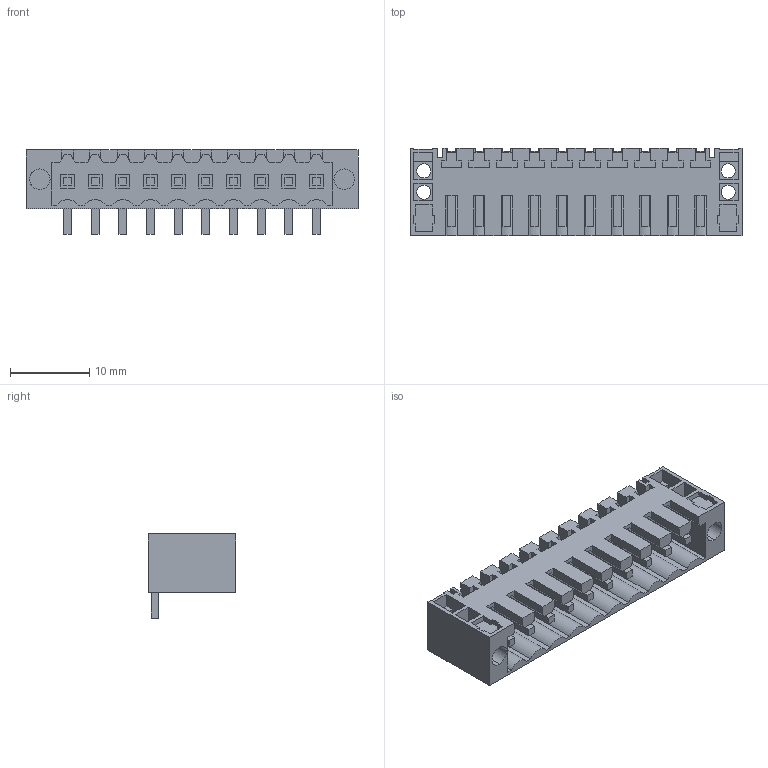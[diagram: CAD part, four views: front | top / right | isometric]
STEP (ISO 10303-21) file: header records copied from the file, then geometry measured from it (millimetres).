
FILE_DESCRIPTION(('CATIA V5 STEP Exchange','CAx-IF Rec.Pracs.--- Model Styling and Organization---1.4--- 2014-01-23'),'2;1');
FILE_NAME ('D1457232_1_1842160000_1842160000.stp','2021-08-12T06:33:06+00:00',('none'),('Weidmueller'),'CATIA Version 5-6 Release 2016 SP3 HF44','CATIA V5 STEP AP214','none');
FILE_SCHEMA(('AUTOMOTIVE_DESIGN { 1 0 10303 214 1 1 1 1 }'));
Length unit declared in the file: millimetre
Products named in the file (1): 1842160000
Bounding box: 42 x 11.05 x 10.65 mm (x, y, z)
Volume: 1516.6 mm3; surface area: 3990.3 mm2
Topology: 11 solids, 11 shells, 580 faces, 1733 edges, 1181 vertices
Faces by surface type: plane 554, cylinder 26
Entity records: 18706 total; most frequent: ORIENTED_EDGE 3466, CARTESIAN_POINT 3313, DIRECTION 2444, EDGE_CURVE 1733, VECTOR 1681, LINE 1681, VERTEX_POINT 1181, EDGE_LOOP 620
